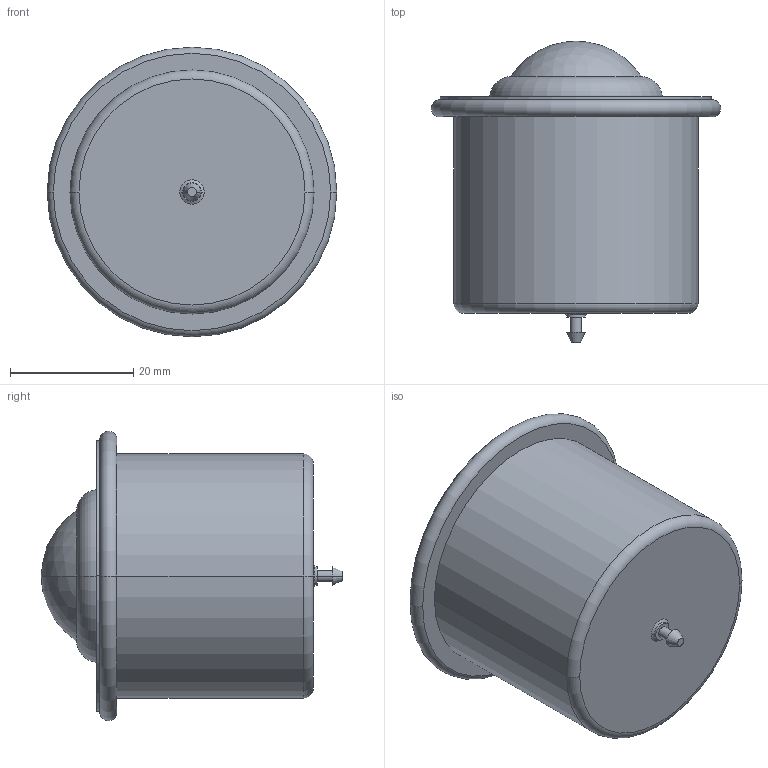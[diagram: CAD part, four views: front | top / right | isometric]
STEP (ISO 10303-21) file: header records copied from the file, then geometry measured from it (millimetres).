
FILE_DESCRIPTION((''),'2;1');
FILE_NAME('ASM0060_ASM','2019-03-08T',('Adam Harley'),(''),'PRO/ENGINEER BY PARAMETRIC TECHNOLOGY CORPORATION, 2013320','PRO/ENGINEER BY PARAMETRIC TECHNOLOGY CORPORATION, 2013320','');
FILE_SCHEMA(('CONFIG_CONTROL_DESIGN'));
Length unit declared in the file: millimetre
Products named in the file (3): PRT0027; STICKER3; ASM0060_ASM
Assembly tree (2 placements, depth 2):
  ASM0060_ASM
    PRT0027
    STICKER3
Bounding box: 46.99 x 48.97 x 46.99 mm (x, y, z)
Volume: 47564.7 mm3; surface area: 9961.1 mm2
Topology: 2 solids, 2 shells, 1118 faces, 3072 edges, 2047 vertices
Faces by surface type: plane 980, extrusion 114, cylinder 12, torus 6, cone 4, sphere 2
Entity records: 40344 total; most frequent: CARTESIAN_POINT 12168, ORIENTED_EDGE 6144, DIRECTION 5026, EDGE_CURVE 3072, VECTOR 2908, LINE 2794, VERTEX_POINT 2047, EDGE_LOOP 1209
